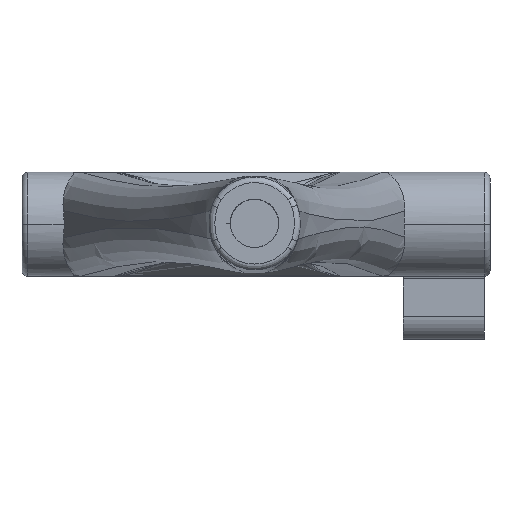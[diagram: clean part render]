
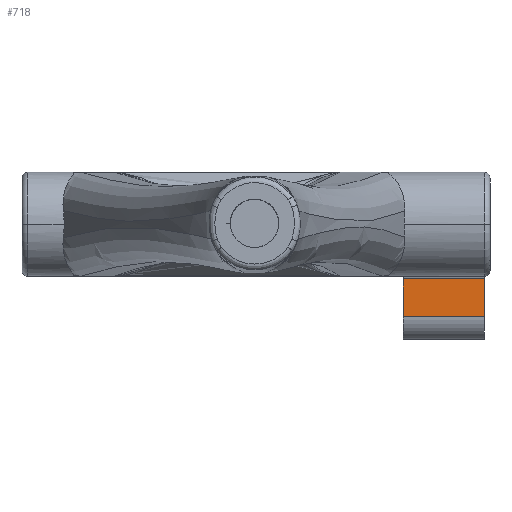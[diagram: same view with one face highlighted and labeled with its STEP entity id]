
A CAD part, top view. The second image highlights one B-rep face of the part: STEP entity #718.
In plain terms, the highlighted planar face has unit normal (0, 0, 1).
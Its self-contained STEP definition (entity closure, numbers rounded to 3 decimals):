
#52 = EDGE_LOOP ( 'NONE', ( #7026, #228, #9246, #2377 ) ) ;
#228 = ORIENTED_EDGE ( 'NONE', *, *, #9554, .T. ) ;
#514 = VERTEX_POINT ( 'NONE', #5664 ) ;
#718 = ADVANCED_FACE ( 'NONE', ( #1962 ), #1601, .T. ) ;
#1070 = DIRECTION ( 'NONE',  ( 1., 0., 0. ) ) ;
#1233 = LINE ( 'NONE', #6396, #7143 ) ;
#1535 = CARTESIAN_POINT ( 'NONE',  ( 91.168, -4.718, -14.935 ) ) ;
#1601 = PLANE ( 'NONE',  #8336 ) ;
#1824 = CARTESIAN_POINT ( 'NONE',  ( 84.144, -8., -14.935 ) ) ;
#1962 = FACE_OUTER_BOUND ( 'NONE', #52, .T. ) ;
#2198 = CARTESIAN_POINT ( 'NONE',  ( 84.144, -4.718, -14.935 ) ) ;
#2377 = ORIENTED_EDGE ( 'NONE', *, *, #6856, .T. ) ;
#2673 = LINE ( 'NONE', #1824, #8328 ) ;
#3071 = DIRECTION ( 'NONE',  ( 1., 0., 0. ) ) ;
#3168 = DIRECTION ( 'NONE',  ( 0., 0., 1. ) ) ;
#3198 = VECTOR ( 'NONE', #8820, 1000. ) ;
#4375 = EDGE_CURVE ( 'NONE', #6267, #8667, #5787, .T. ) ;
#4784 = CARTESIAN_POINT ( 'NONE',  ( 91.168, -10., -14.935 ) ) ;
#5005 = EDGE_CURVE ( 'NONE', #514, #7769, #1233, .T. ) ;
#5407 = CARTESIAN_POINT ( 'NONE',  ( 91.168, -8., -14.935 ) ) ;
#5530 = DIRECTION ( 'NONE',  ( 0., 1., 0. ) ) ;
#5664 = CARTESIAN_POINT ( 'NONE',  ( 84.144, -8., -14.935 ) ) ;
#5787 = LINE ( 'NONE', #4784, #7269 ) ;
#6102 = LINE ( 'NONE', #8918, #3198 ) ;
#6267 = VERTEX_POINT ( 'NONE', #5407 ) ;
#6396 = CARTESIAN_POINT ( 'NONE',  ( 84.144, -10., -14.935 ) ) ;
#6426 = DIRECTION ( 'NONE',  ( 0., 1., 0. ) ) ;
#6856 = EDGE_CURVE ( 'NONE', #514, #6267, #2673, .T. ) ;
#7026 = ORIENTED_EDGE ( 'NONE', *, *, #4375, .T. ) ;
#7143 = VECTOR ( 'NONE', #6426, 1000. ) ;
#7269 = VECTOR ( 'NONE', #5530, 1000. ) ;
#7769 = VERTEX_POINT ( 'NONE', #2198 ) ;
#8287 = CARTESIAN_POINT ( 'NONE',  ( 84.144, -10., -14.935 ) ) ;
#8328 = VECTOR ( 'NONE', #1070, 1000. ) ;
#8336 = AXIS2_PLACEMENT_3D ( 'NONE', #8287, #3168, #3071 ) ;
#8667 = VERTEX_POINT ( 'NONE', #1535 ) ;
#8820 = DIRECTION ( 'NONE',  ( -1., 0., 0. ) ) ;
#8918 = CARTESIAN_POINT ( 'NONE',  ( 84.144, -4.718, -14.935 ) ) ;
#9246 = ORIENTED_EDGE ( 'NONE', *, *, #5005, .F. ) ;
#9554 = EDGE_CURVE ( 'NONE', #8667, #7769, #6102, .T. ) ;
